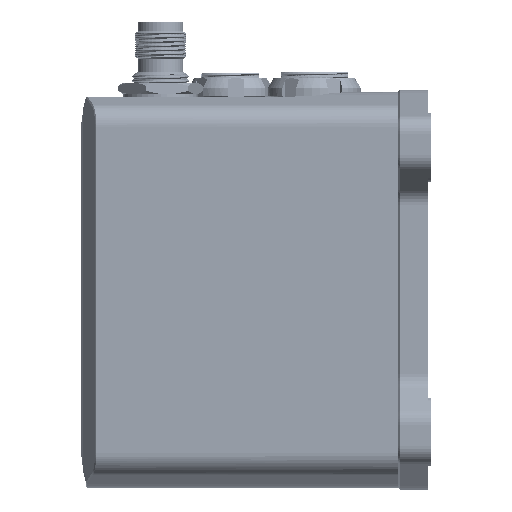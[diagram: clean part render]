
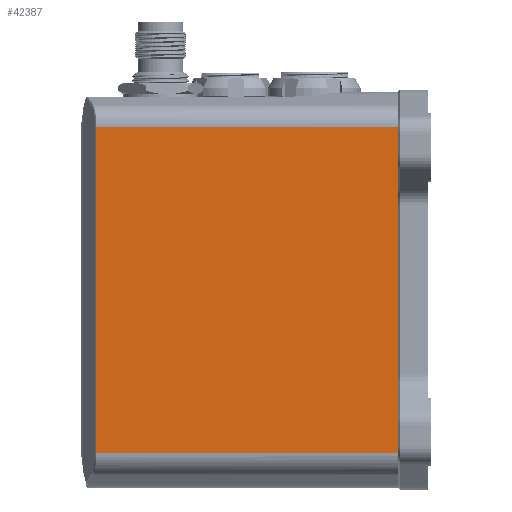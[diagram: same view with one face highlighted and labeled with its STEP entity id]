
A CAD part, left-side view. The second image highlights one B-rep face of the part: STEP entity #42387.
In plain terms, the highlighted planar face has unit normal (-1, 0, 0).
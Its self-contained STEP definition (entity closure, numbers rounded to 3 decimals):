
#5355 = EDGE_CURVE ( 'NONE', #159027, #159048, #195193, .T. ) ;
#5358 = EDGE_CURVE ( 'NONE', #158933, #159033, #195208, .T. ) ;
#5360 = EDGE_CURVE ( 'NONE', #158933, #159027, #195207, .T. ) ;
#5363 = EDGE_CURVE ( 'NONE', #159048, #159033, #195210, .T. ) ;
#36178 = FACE_OUTER_BOUND ( 'NONE', #82815, .T. ) ;
#42387 = ADVANCED_FACE ( 'NONE', ( #36178 ), #157983, .F. ) ;
#82815 = EDGE_LOOP ( 'NONE', ( #203685, #203689, #203694, #203698 ) ) ;
#85407 = CARTESIAN_POINT ( 'NONE',  ( -41., 68., 35.004 ) ) ;
#85410 = CARTESIAN_POINT ( 'NONE',  ( -41., 68., -35.004 ) ) ;
#85442 = DIRECTION ( 'NONE',  ( 0., -1., 0. ) ) ;
#85448 = DIRECTION ( 'NONE',  ( 0., -1., 0. ) ) ;
#85503 = CARTESIAN_POINT ( 'NONE',  ( -41., 64.8, -35.004 ) ) ;
#85515 = DIRECTION ( 'NONE',  ( 0., 0., -1. ) ) ;
#85521 = CARTESIAN_POINT ( 'NONE',  ( -41., 0., -35.004 ) ) ;
#85524 = DIRECTION ( 'NONE',  ( 0., 0., 1. ) ) ;
#115540 = CARTESIAN_POINT ( 'NONE',  ( -41., 64.8, 35.004 ) ) ;
#115590 = CARTESIAN_POINT ( 'NONE',  ( -41., 0., 35.004 ) ) ;
#115595 = CARTESIAN_POINT ( 'NONE',  ( -41., 64.8, -35.004 ) ) ;
#124065 = CARTESIAN_POINT ( 'NONE',  ( -41., 0., -35.004 ) ) ;
#157971 = CARTESIAN_POINT ( 'NONE',  ( -41., 68., -35.004 ) ) ;
#157983 = PLANE ( 'NONE',  #202014 ) ;
#157991 = DIRECTION ( 'NONE',  ( 1., 0., 0. ) ) ;
#157994 = DIRECTION ( 'NONE',  ( 0., 0., -1. ) ) ;
#158933 = VERTEX_POINT ( 'NONE', #115540 ) ;
#159027 = VERTEX_POINT ( 'NONE', #115595 ) ;
#159033 = VERTEX_POINT ( 'NONE', #115590 ) ;
#159048 = VERTEX_POINT ( 'NONE', #124065 ) ;
#195193 = LINE ( 'NONE', #85410, #195206 ) ;
#195206 = VECTOR ( 'NONE', #85442, 1000. ) ;
#195207 = LINE ( 'NONE', #85503, #195211 ) ;
#195208 = LINE ( 'NONE', #85407, #195209 ) ;
#195209 = VECTOR ( 'NONE', #85448, 1000. ) ;
#195210 = LINE ( 'NONE', #85521, #195213 ) ;
#195211 = VECTOR ( 'NONE', #85515, 1000. ) ;
#195213 = VECTOR ( 'NONE', #85524, 1000. ) ;
#202014 = AXIS2_PLACEMENT_3D ( 'NONE', #157971, #157991, #157994 ) ;
#203685 = ORIENTED_EDGE ( 'NONE', *, *, #5358, .F. ) ;
#203689 = ORIENTED_EDGE ( 'NONE', *, *, #5360, .T. ) ;
#203694 = ORIENTED_EDGE ( 'NONE', *, *, #5355, .T. ) ;
#203698 = ORIENTED_EDGE ( 'NONE', *, *, #5363, .T. ) ;
